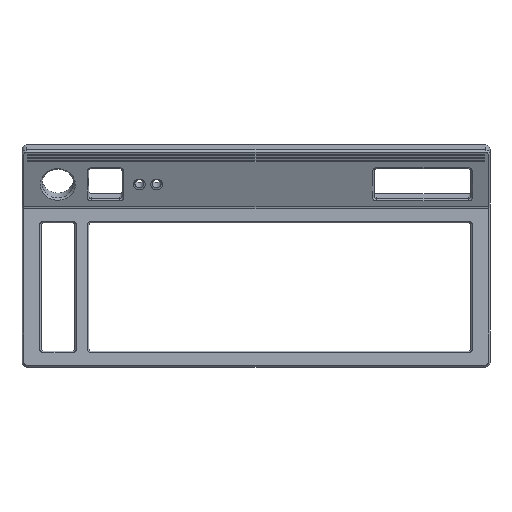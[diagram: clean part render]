
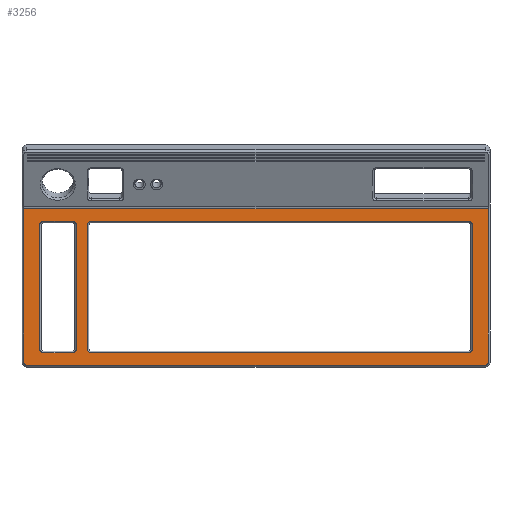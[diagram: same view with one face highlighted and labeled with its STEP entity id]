
A CAD part, top view. The second image highlights one B-rep face of the part: STEP entity #3256.
In plain terms, the highlighted planar face has unit normal (0, 0, 1).
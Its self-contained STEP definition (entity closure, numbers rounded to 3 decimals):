
#17=FACE_BOUND('',#453,.T.);
#18=FACE_BOUND('',#454,.T.);
#132=PLANE('',#3487);
#245=FACE_OUTER_BOUND('',#452,.T.);
#452=EDGE_LOOP('',(#2301,#2302,#2303,#2304,#2305,#2306));
#453=EDGE_LOOP('',(#2307,#2308,#2309,#2310,#2311,#2312,#2313,#2314));
#454=EDGE_LOOP('',(#2315,#2316,#2317,#2318,#2319,#2320,#2321,#2322));
#688=CIRCLE('',#3467,2.5);
#690=CIRCLE('',#3471,2.5);
#692=CIRCLE('',#3475,2.5);
#694=CIRCLE('',#3479,2.5);
#697=CIRCLE('',#3488,2.);
#698=CIRCLE('',#3489,2.);
#699=CIRCLE('',#3490,2.5);
#700=CIRCLE('',#3491,2.5);
#701=CIRCLE('',#3492,2.5);
#702=CIRCLE('',#3493,2.5);
#860=LINE('',#4926,#1167);
#864=LINE('',#4938,#1171);
#868=LINE('',#4950,#1175);
#872=LINE('',#4961,#1179);
#881=LINE('',#4984,#1188);
#882=LINE('',#4986,#1189);
#883=LINE('',#4988,#1190);
#884=LINE('',#4992,#1191);
#885=LINE('',#4998,#1192);
#886=LINE('',#5002,#1193);
#887=LINE('',#5006,#1194);
#888=LINE('',#5009,#1195);
#1167=VECTOR('',#3857,10.);
#1171=VECTOR('',#3869,10.);
#1175=VECTOR('',#3881,10.);
#1179=VECTOR('',#3893,10.);
#1188=VECTOR('',#3916,10.);
#1189=VECTOR('',#3917,280.59);
#1190=VECTOR('',#3918,10.);
#1191=VECTOR('',#3921,10.);
#1192=VECTOR('',#3926,10.);
#1193=VECTOR('',#3929,10.);
#1194=VECTOR('',#3932,10.);
#1195=VECTOR('',#3935,10.);
#1472=VERTEX_POINT('',#4916);
#1475=VERTEX_POINT('',#4921);
#1476=VERTEX_POINT('',#4925);
#1478=VERTEX_POINT('',#4931);
#1480=VERTEX_POINT('',#4937);
#1482=VERTEX_POINT('',#4943);
#1484=VERTEX_POINT('',#4949);
#1486=VERTEX_POINT('',#4955);
#1493=VERTEX_POINT('',#4982);
#1494=VERTEX_POINT('',#4983);
#1495=VERTEX_POINT('',#4985);
#1496=VERTEX_POINT('',#4987);
#1497=VERTEX_POINT('',#4989);
#1498=VERTEX_POINT('',#4991);
#1499=VERTEX_POINT('',#4994);
#1500=VERTEX_POINT('',#4995);
#1501=VERTEX_POINT('',#4997);
#1502=VERTEX_POINT('',#4999);
#1503=VERTEX_POINT('',#5001);
#1504=VERTEX_POINT('',#5003);
#1505=VERTEX_POINT('',#5005);
#1506=VERTEX_POINT('',#5007);
#1776=EDGE_CURVE('',#1475,#1472,#688,.T.);
#1777=EDGE_CURVE('',#1472,#1476,#860,.T.);
#1782=EDGE_CURVE('',#1476,#1478,#690,.T.);
#1783=EDGE_CURVE('',#1478,#1480,#864,.T.);
#1788=EDGE_CURVE('',#1480,#1482,#692,.T.);
#1789=EDGE_CURVE('',#1482,#1484,#868,.T.);
#1794=EDGE_CURVE('',#1484,#1486,#694,.T.);
#1795=EDGE_CURVE('',#1486,#1475,#872,.T.);
#1806=EDGE_CURVE('',#1493,#1494,#881,.T.);
#1807=EDGE_CURVE('',#1493,#1495,#882,.T.);
#1808=EDGE_CURVE('',#1496,#1495,#883,.T.);
#1809=EDGE_CURVE('',#1497,#1496,#697,.T.);
#1810=EDGE_CURVE('',#1498,#1497,#884,.T.);
#1811=EDGE_CURVE('',#1494,#1498,#698,.T.);
#1812=EDGE_CURVE('',#1499,#1500,#699,.T.);
#1813=EDGE_CURVE('',#1501,#1499,#885,.T.);
#1814=EDGE_CURVE('',#1502,#1501,#700,.T.);
#1815=EDGE_CURVE('',#1503,#1502,#886,.T.);
#1816=EDGE_CURVE('',#1504,#1503,#701,.T.);
#1817=EDGE_CURVE('',#1505,#1504,#887,.T.);
#1818=EDGE_CURVE('',#1506,#1505,#702,.T.);
#1819=EDGE_CURVE('',#1500,#1506,#888,.T.);
#2301=ORIENTED_EDGE('',*,*,#1806,.F.);
#2302=ORIENTED_EDGE('',*,*,#1807,.T.);
#2303=ORIENTED_EDGE('',*,*,#1808,.F.);
#2304=ORIENTED_EDGE('',*,*,#1809,.F.);
#2305=ORIENTED_EDGE('',*,*,#1810,.F.);
#2306=ORIENTED_EDGE('',*,*,#1811,.F.);
#2307=ORIENTED_EDGE('',*,*,#1812,.F.);
#2308=ORIENTED_EDGE('',*,*,#1813,.F.);
#2309=ORIENTED_EDGE('',*,*,#1814,.F.);
#2310=ORIENTED_EDGE('',*,*,#1815,.F.);
#2311=ORIENTED_EDGE('',*,*,#1816,.F.);
#2312=ORIENTED_EDGE('',*,*,#1817,.F.);
#2313=ORIENTED_EDGE('',*,*,#1818,.F.);
#2314=ORIENTED_EDGE('',*,*,#1819,.F.);
#2315=ORIENTED_EDGE('',*,*,#1776,.F.);
#2316=ORIENTED_EDGE('',*,*,#1795,.F.);
#2317=ORIENTED_EDGE('',*,*,#1794,.F.);
#2318=ORIENTED_EDGE('',*,*,#1789,.F.);
#2319=ORIENTED_EDGE('',*,*,#1788,.F.);
#2320=ORIENTED_EDGE('',*,*,#1783,.F.);
#2321=ORIENTED_EDGE('',*,*,#1782,.F.);
#2322=ORIENTED_EDGE('',*,*,#1777,.F.);
#3256=ADVANCED_FACE('',(#245,#17,#18),#132,.T.);
#3467=AXIS2_PLACEMENT_3D('',#4923,#3853,#3854);
#3471=AXIS2_PLACEMENT_3D('',#4935,#3865,#3866);
#3475=AXIS2_PLACEMENT_3D('',#4947,#3877,#3878);
#3479=AXIS2_PLACEMENT_3D('',#4959,#3889,#3890);
#3487=AXIS2_PLACEMENT_3D('',#4981,#3914,#3915);
#3488=AXIS2_PLACEMENT_3D('',#4990,#3919,#3920);
#3489=AXIS2_PLACEMENT_3D('',#4993,#3922,#3923);
#3490=AXIS2_PLACEMENT_3D('',#4996,#3924,#3925);
#3491=AXIS2_PLACEMENT_3D('',#5000,#3927,#3928);
#3492=AXIS2_PLACEMENT_3D('',#5004,#3930,#3931);
#3493=AXIS2_PLACEMENT_3D('',#5008,#3933,#3934);
#3853=DIRECTION('center_axis',(0.,0.,1.));
#3854=DIRECTION('ref_axis',(0.707,-0.707,0.));
#3857=DIRECTION('',(0.,1.,0.));
#3865=DIRECTION('center_axis',(0.,0.,1.));
#3866=DIRECTION('ref_axis',(0.707,0.707,0.));
#3869=DIRECTION('',(-1.,0.,0.));
#3877=DIRECTION('center_axis',(0.,0.,1.));
#3878=DIRECTION('ref_axis',(-0.707,0.707,0.));
#3881=DIRECTION('',(0.,-1.,0.));
#3889=DIRECTION('center_axis',(0.,0.,1.));
#3890=DIRECTION('ref_axis',(-0.707,-0.707,0.));
#3893=DIRECTION('',(1.,0.,0.));
#3914=DIRECTION('center_axis',(0.,0.,1.));
#3915=DIRECTION('ref_axis',(0.,-1.,0.));
#3916=DIRECTION('',(0.,-1.,0.));
#3917=DIRECTION('',(-1.,0.,0.));
#3918=DIRECTION('',(0.,1.,0.));
#3919=DIRECTION('center_axis',(0.,0.,-1.));
#3920=DIRECTION('ref_axis',(-0.707,-0.707,0.));
#3921=DIRECTION('',(-1.,0.,0.));
#3922=DIRECTION('center_axis',(0.,0.,-1.));
#3923=DIRECTION('ref_axis',(0.707,-0.707,0.));
#3924=DIRECTION('center_axis',(0.,0.,1.));
#3925=DIRECTION('ref_axis',(-0.707,0.707,0.));
#3926=DIRECTION('',(-1.,0.,0.));
#3927=DIRECTION('center_axis',(0.,0.,1.));
#3928=DIRECTION('ref_axis',(0.707,0.707,0.));
#3929=DIRECTION('',(0.,1.,0.));
#3930=DIRECTION('center_axis',(0.,0.,1.));
#3931=DIRECTION('ref_axis',(0.707,-0.707,0.));
#3932=DIRECTION('',(1.,0.,0.));
#3933=DIRECTION('center_axis',(0.,0.,1.));
#3934=DIRECTION('ref_axis',(-0.707,-0.707,0.));
#3935=DIRECTION('',(0.,-1.,0.));
#4916=CARTESIAN_POINT('',(25.747,-185.589,24.06));
#4921=CARTESIAN_POINT('',(23.247,-188.089,24.06));
#4923=CARTESIAN_POINT('Origin',(23.247,-185.589,24.06));
#4925=CARTESIAN_POINT('',(25.747,-111.44,24.06));
#4926=CARTESIAN_POINT('',(25.747,-129.476,24.06));
#4931=CARTESIAN_POINT('',(23.247,-108.94,24.06));
#4935=CARTESIAN_POINT('Origin',(23.247,-111.44,24.06));
#4937=CARTESIAN_POINT('',(6.247,-108.94,24.06));
#4938=CARTESIAN_POINT('',(83.675,-108.94,24.06));
#4943=CARTESIAN_POINT('',(3.747,-111.44,24.06));
#4947=CARTESIAN_POINT('Origin',(6.247,-111.44,24.06));
#4949=CARTESIAN_POINT('',(3.747,-185.589,24.06));
#4950=CARTESIAN_POINT('',(3.747,-167.578,24.06));
#4955=CARTESIAN_POINT('',(6.247,-188.089,24.06));
#4959=CARTESIAN_POINT('Origin',(6.247,-185.589,24.06));
#4961=CARTESIAN_POINT('',(197.975,-188.089,24.06));
#4981=CARTESIAN_POINT('Origin',(133.681,-148.527,24.06));
#4982=CARTESIAN_POINT('',(273.269,-101.59,24.06));
#4983=CARTESIAN_POINT('',(273.269,-193.627,24.06));
#4984=CARTESIAN_POINT('',(273.269,-170.077,24.06));
#4985=CARTESIAN_POINT('',(-5.906,-101.59,24.06));
#4986=CARTESIAN_POINT('',(273.976,-101.59,24.06));
#4987=CARTESIAN_POINT('',(-5.906,-193.627,24.06));
#4988=CARTESIAN_POINT('',(-5.906,-126.977,24.06));
#4989=CARTESIAN_POINT('',(-3.906,-195.627,24.06));
#4990=CARTESIAN_POINT('Origin',(-3.906,-193.627,24.06));
#4991=CARTESIAN_POINT('',(271.269,-195.627,24.06));
#4992=CARTESIAN_POINT('',(66.888,-195.627,24.06));
#4993=CARTESIAN_POINT('Origin',(271.269,-193.627,24.06));
#4994=CARTESIAN_POINT('',(34.693,-108.94,24.06));
#4995=CARTESIAN_POINT('',(32.193,-111.44,24.06));
#4996=CARTESIAN_POINT('Origin',(34.693,-111.44,24.06));
#4997=CARTESIAN_POINT('',(261.244,-108.94,24.06));
#4998=CARTESIAN_POINT('',(83.675,-108.94,24.06));
#4999=CARTESIAN_POINT('',(263.744,-111.44,24.06));
#5000=CARTESIAN_POINT('Origin',(261.244,-111.44,24.06));
#5001=CARTESIAN_POINT('',(263.744,-185.589,24.06));
#5002=CARTESIAN_POINT('',(263.744,-129.476,24.06));
#5003=CARTESIAN_POINT('',(261.244,-188.089,24.06));
#5004=CARTESIAN_POINT('Origin',(261.244,-185.589,24.06));
#5005=CARTESIAN_POINT('',(34.693,-188.089,24.06));
#5006=CARTESIAN_POINT('',(197.975,-188.089,24.06));
#5007=CARTESIAN_POINT('',(32.193,-185.589,24.06));
#5008=CARTESIAN_POINT('Origin',(34.693,-185.589,24.06));
#5009=CARTESIAN_POINT('',(32.193,-167.578,24.06));
